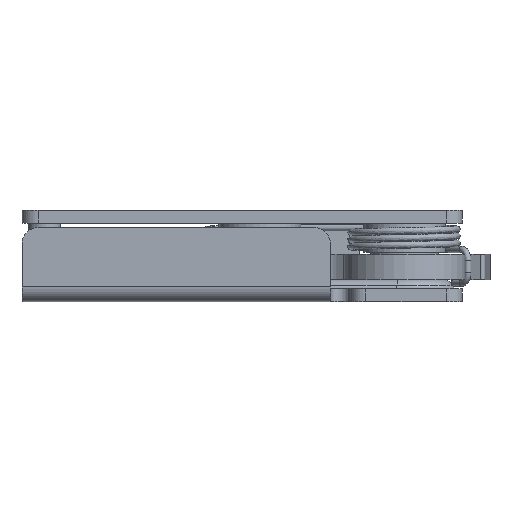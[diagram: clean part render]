
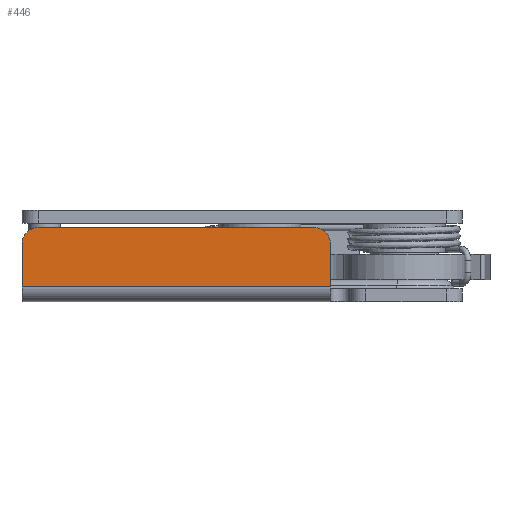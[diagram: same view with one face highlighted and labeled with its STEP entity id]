
A CAD part, front view. The second image highlights one B-rep face of the part: STEP entity #446.
In plain terms, the highlighted planar face has unit normal (0, -1, 0).
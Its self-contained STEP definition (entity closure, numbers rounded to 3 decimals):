
#446=ADVANCED_FACE('',(#708),#709,.T.);
#708=FACE_OUTER_BOUND('',#1206,.T.);
#709=PLANE('',#1207);
#1206=EDGE_LOOP('',(#3048,#3049,#3050,#3051,#3052,#3053));
#1207=AXIS2_PLACEMENT_3D('',#3054,#3055,#3056);
#3048=ORIENTED_EDGE('',*,*,#4548,.T.);
#3049=ORIENTED_EDGE('',*,*,#4602,.F.);
#3050=ORIENTED_EDGE('',*,*,#4603,.F.);
#3051=ORIENTED_EDGE('',*,*,#4558,.T.);
#3052=ORIENTED_EDGE('',*,*,#4601,.T.);
#3053=ORIENTED_EDGE('',*,*,#4462,.F.);
#3054=CARTESIAN_POINT('',(6.312,23.027,-5.75));
#3055=DIRECTION('',(0.,-1.0,0.));
#3056=DIRECTION('',(1.0,0.0,0.));
#4462=EDGE_CURVE('',#5003,#5005,#5006,.T.);
#4548=EDGE_CURVE('',#5003,#5169,#5171,.T.);
#4558=EDGE_CURVE('',#5186,#5184,#5187,.T.);
#4601=EDGE_CURVE('',#5184,#5005,#5244,.T.);
#4602=EDGE_CURVE('',#5245,#5169,#5246,.T.);
#4603=EDGE_CURVE('',#5186,#5245,#5247,.T.);
#5003=VERTEX_POINT('',#5911);
#5005=VERTEX_POINT('',#5914);
#5006=CIRCLE('',#5915,2.5);
#5169=VERTEX_POINT('',#6123);
#5171=LINE('',#6126,#6127);
#5184=VERTEX_POINT('',#6145);
#5186=VERTEX_POINT('',#6147);
#5187=LINE('',#6148,#6149);
#5244=LINE('',#6236,#6237);
#5245=VERTEX_POINT('',#6238);
#5246=CIRCLE('',#6239,2.5);
#5247=LINE('',#6240,#6241);
#5911=CARTESIAN_POINT('',(3.812,23.027,5.75));
#5914=CARTESIAN_POINT('',(6.312,23.027,3.25));
#5915=AXIS2_PLACEMENT_3D('',#7314,#7315,#7316);
#6123=CARTESIAN_POINT('',(-39.188,23.027,5.75));
#6126=CARTESIAN_POINT('',(6.312,23.027,5.75));
#6127=VECTOR('',#7480,1.0);
#6145=CARTESIAN_POINT('',(6.312,23.027,-3.45));
#6147=CARTESIAN_POINT('',(-41.688,23.027,-3.45));
#6148=CARTESIAN_POINT('',(6.312,23.027,-3.45));
#6149=VECTOR('',#7498,1.0);
#6236=CARTESIAN_POINT('',(6.312,23.027,-5.75));
#6237=VECTOR('',#7565,1.0);
#6238=CARTESIAN_POINT('',(-41.688,23.027,3.25));
#6239=AXIS2_PLACEMENT_3D('',#7566,#7567,#7568);
#6240=CARTESIAN_POINT('',(-41.688,23.027,-5.75));
#6241=VECTOR('',#7569,1.0);
#7314=CARTESIAN_POINT('',(3.812,23.027,3.25));
#7315=DIRECTION('',(0.,1.0,0.));
#7316=DIRECTION('',(-1.0,0.,0.0));
#7480=DIRECTION('',(-1.0,0.,0.));
#7498=DIRECTION('',(1.0,0.,0.0));
#7565=DIRECTION('',(0.,0.,1.0));
#7566=CARTESIAN_POINT('',(-39.188,23.027,3.25));
#7567=DIRECTION('',(0.,1.0,0.));
#7568=DIRECTION('',(-1.0,0.,0.0));
#7569=DIRECTION('',(0.,0.,1.0));
